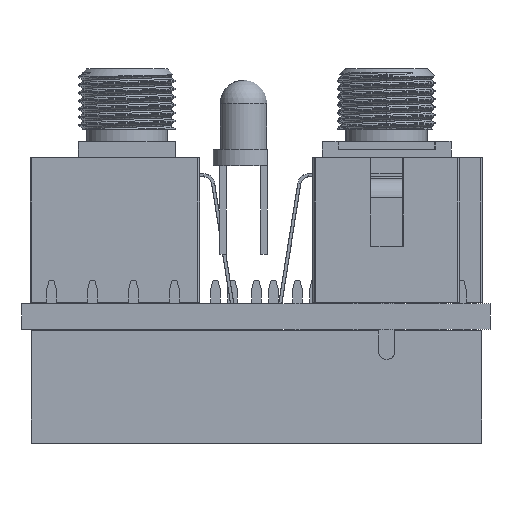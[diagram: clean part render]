
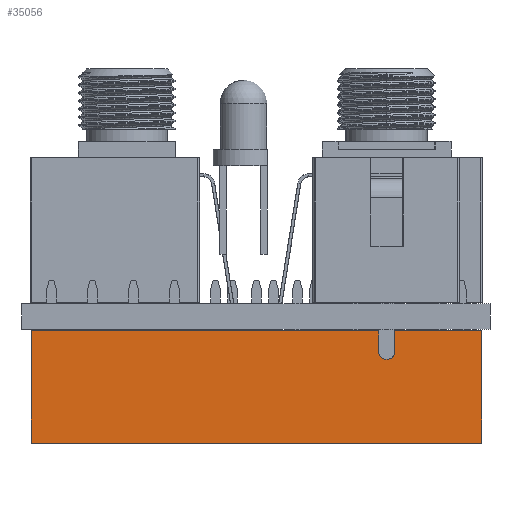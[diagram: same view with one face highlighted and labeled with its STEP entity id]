
A CAD part, front view. The second image highlights one B-rep face of the part: STEP entity #35056.
In plain terms, the highlighted face is planar.
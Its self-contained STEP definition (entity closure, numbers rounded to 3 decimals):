
#35056 = ADVANCED_FACE('',(#35057),#35091,.F.);
#35057 = FACE_BOUND('',#35058,.F.);
#35058 = EDGE_LOOP('',(#35059,#35069,#35077,#35085));
#35059 = ORIENTED_EDGE('',*,*,#35060,.T.);
#35060 = EDGE_CURVE('',#35061,#35063,#35065,.T.);
#35061 = VERTEX_POINT('',#35062);
#35062 = CARTESIAN_POINT('',(1.27,-26.67,0.));
#35063 = VERTEX_POINT('',#35064);
#35064 = CARTESIAN_POINT('',(1.27,-26.67,7.));
#35065 = LINE('',#35066,#35067);
#35066 = CARTESIAN_POINT('',(1.27,-26.67,0.));
#35067 = VECTOR('',#35068,1.);
#35068 = DIRECTION('',(0.,0.,1.));
#35069 = ORIENTED_EDGE('',*,*,#35070,.T.);
#35070 = EDGE_CURVE('',#35063,#35071,#35073,.T.);
#35071 = VERTEX_POINT('',#35072);
#35072 = CARTESIAN_POINT('',(1.27,1.27,7.));
#35073 = LINE('',#35074,#35075);
#35074 = CARTESIAN_POINT('',(1.27,-26.67,7.));
#35075 = VECTOR('',#35076,1.);
#35076 = DIRECTION('',(0.,1.,0.));
#35077 = ORIENTED_EDGE('',*,*,#35078,.F.);
#35078 = EDGE_CURVE('',#35079,#35071,#35081,.T.);
#35079 = VERTEX_POINT('',#35080);
#35080 = CARTESIAN_POINT('',(1.27,1.27,0.));
#35081 = LINE('',#35082,#35083);
#35082 = CARTESIAN_POINT('',(1.27,1.27,0.));
#35083 = VECTOR('',#35084,1.);
#35084 = DIRECTION('',(0.,0.,1.));
#35085 = ORIENTED_EDGE('',*,*,#35086,.F.);
#35086 = EDGE_CURVE('',#35061,#35079,#35087,.T.);
#35087 = LINE('',#35088,#35089);
#35088 = CARTESIAN_POINT('',(1.27,-26.67,0.));
#35089 = VECTOR('',#35090,1.);
#35090 = DIRECTION('',(0.,1.,0.));
#35091 = PLANE('',#35092);
#35092 = AXIS2_PLACEMENT_3D('',#35093,#35094,#35095);
#35093 = CARTESIAN_POINT('',(1.27,-26.67,0.));
#35094 = DIRECTION('',(-1.,0.,0.));
#35095 = DIRECTION('',(0.,1.,0.));
